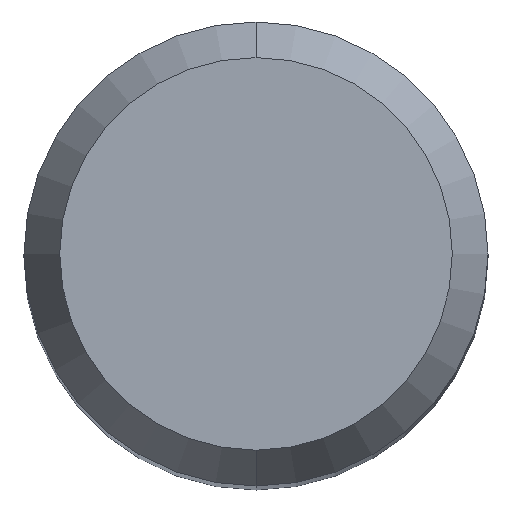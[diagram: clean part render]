
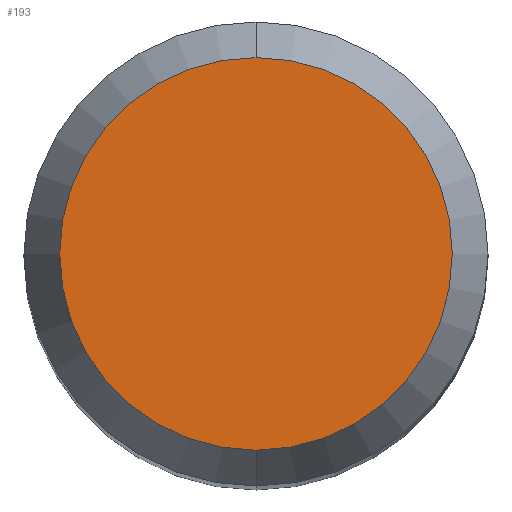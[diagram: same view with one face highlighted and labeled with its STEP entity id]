
A CAD part, top view. The second image highlights one B-rep face of the part: STEP entity #193.
In plain terms, the highlighted planar face has unit normal (0, 0, 1).
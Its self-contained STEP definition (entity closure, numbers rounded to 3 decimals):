
#193=ADVANCED_FACE('',(#471),#472,.T.);
#199=VERTEX_POINT('',#480);
#203=EDGE_CURVE('',#213,#199,#484,.T.);
#213=VERTEX_POINT('',#495);
#281=EDGE_CURVE('',#199,#213,#569,.T.);
#471=FACE_OUTER_BOUND('',#786,.T.);
#472=PLANE('',#787);
#480=CARTESIAN_POINT('',(0.0,2.538,29.316));
#484=CIRCLE('',#800,2.538);
#495=CARTESIAN_POINT('',(0.,-2.538,29.316));
#569=CIRCLE('',#992,2.538);
#786=EDGE_LOOP('',(#1388,#1389));
#787=AXIS2_PLACEMENT_3D('',#1390,#1391,#1392);
#800=AXIS2_PLACEMENT_3D('',#1409,#1410,#1411);
#992=AXIS2_PLACEMENT_3D('',#1492,#1493,#1494);
#1388=ORIENTED_EDGE('',*,*,#281,.F.);
#1389=ORIENTED_EDGE('',*,*,#203,.F.);
#1390=CARTESIAN_POINT('',(0.0,1.269,29.316));
#1391=DIRECTION('',(-0.0,0.0,1.0));
#1392=DIRECTION('',(0.0,-1.0,0.0));
#1409=CARTESIAN_POINT('',(0.0,0.0,29.316));
#1410=DIRECTION('',(0.0,0.0,-1.0));
#1411=DIRECTION('',(0.0,1.0,0.0));
#1492=CARTESIAN_POINT('',(0.0,0.0,29.316));
#1493=DIRECTION('',(0.0,0.0,-1.0));
#1494=DIRECTION('',(0.0,1.0,0.0));
